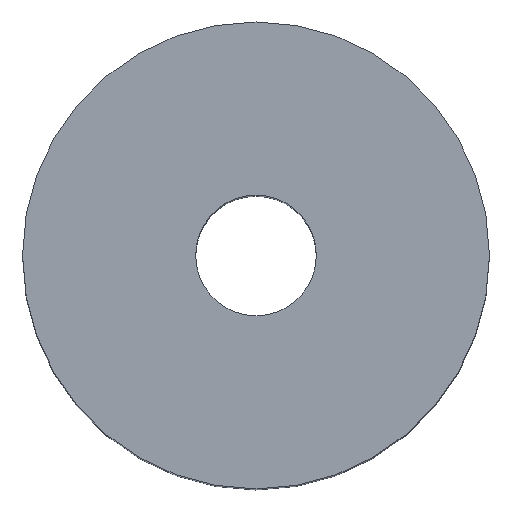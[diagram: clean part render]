
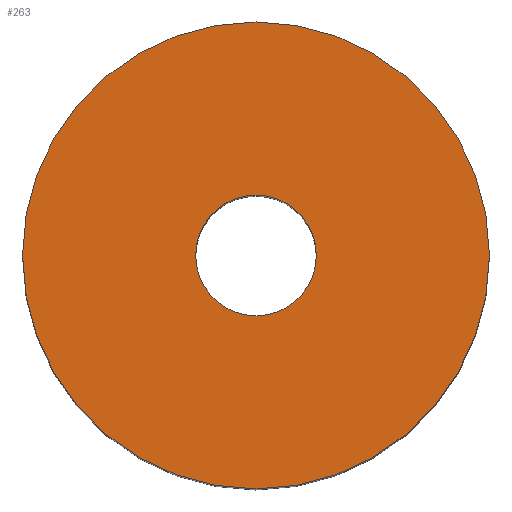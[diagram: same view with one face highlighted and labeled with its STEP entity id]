
A CAD part, top view. The second image highlights one B-rep face of the part: STEP entity #263.
In plain terms, the highlighted planar face has unit normal (0, 0, 1).
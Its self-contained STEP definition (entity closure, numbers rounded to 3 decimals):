
#18 = CIRCLE ( 'NONE', #227, 6. ) ;
#26 = CARTESIAN_POINT ( 'NONE',  ( 6., 0., 16.5 ) ) ;
#53 = VERTEX_POINT ( 'NONE', #125 ) ;
#64 = CIRCLE ( 'NONE', #224, 1.55 ) ;
#68 = EDGE_CURVE ( 'NONE', #94, #309, #64, .T. ) ;
#74 = CARTESIAN_POINT ( 'NONE',  ( 1.55, 0., 16.5 ) ) ;
#75 = EDGE_CURVE ( 'NONE', #101, #53, #89, .T. ) ;
#77 = EDGE_LOOP ( 'NONE', ( #133, #260 ) ) ;
#82 = DIRECTION ( 'NONE',  ( 1., 0., 0. ) ) ;
#89 = CIRCLE ( 'NONE', #106, 6. ) ;
#94 = VERTEX_POINT ( 'NONE', #270 ) ;
#101 = VERTEX_POINT ( 'NONE', #26 ) ;
#105 = CIRCLE ( 'NONE', #302, 1.55 ) ;
#106 = AXIS2_PLACEMENT_3D ( 'NONE', #179, #131, #226 ) ;
#107 = FACE_OUTER_BOUND ( 'NONE', #296, .T. ) ;
#125 = CARTESIAN_POINT ( 'NONE',  ( -6., 0., 16.5 ) ) ;
#131 = DIRECTION ( 'NONE',  ( 0., 0., 1. ) ) ;
#133 = ORIENTED_EDGE ( 'NONE', *, *, #68, .F. ) ;
#138 = AXIS2_PLACEMENT_3D ( 'NONE', #261, #193, #291 ) ;
#173 = CARTESIAN_POINT ( 'NONE',  ( 0., 0., 16.5 ) ) ;
#174 = DIRECTION ( 'NONE',  ( 0., 0., 1. ) ) ;
#175 = DIRECTION ( 'NONE',  ( 1., 0., 0. ) ) ;
#179 = CARTESIAN_POINT ( 'NONE',  ( 0., 0., 16.5 ) ) ;
#186 = ORIENTED_EDGE ( 'NONE', *, *, #75, .T. ) ;
#193 = DIRECTION ( 'NONE',  ( 0., 0., 1. ) ) ;
#212 = CARTESIAN_POINT ( 'NONE',  ( 0., 0., 16.5 ) ) ;
#224 = AXIS2_PLACEMENT_3D ( 'NONE', #275, #301, #82 ) ;
#226 = DIRECTION ( 'NONE',  ( 1., 0., 0. ) ) ;
#227 = AXIS2_PLACEMENT_3D ( 'NONE', #212, #174, #175 ) ;
#233 = PLANE ( 'NONE',  #138 ) ;
#239 = ORIENTED_EDGE ( 'NONE', *, *, #272, .T. ) ;
#260 = ORIENTED_EDGE ( 'NONE', *, *, #312, .F. ) ;
#261 = CARTESIAN_POINT ( 'NONE',  ( 0., 0., 16.5 ) ) ;
#263 = ADVANCED_FACE ( 'NONE', ( #107, #320 ), #233, .T. ) ;
#270 = CARTESIAN_POINT ( 'NONE',  ( -1.55, 0., 16.5 ) ) ;
#272 = EDGE_CURVE ( 'NONE', #53, #101, #18, .T. ) ;
#275 = CARTESIAN_POINT ( 'NONE',  ( 0., 0., 16.5 ) ) ;
#291 = DIRECTION ( 'NONE',  ( 1., 0., 0. ) ) ;
#293 = DIRECTION ( 'NONE',  ( 0., 0., 1. ) ) ;
#296 = EDGE_LOOP ( 'NONE', ( #239, #186 ) ) ;
#297 = DIRECTION ( 'NONE',  ( 1., 0., 0. ) ) ;
#301 = DIRECTION ( 'NONE',  ( 0., 0., 1. ) ) ;
#302 = AXIS2_PLACEMENT_3D ( 'NONE', #173, #293, #297 ) ;
#309 = VERTEX_POINT ( 'NONE', #74 ) ;
#312 = EDGE_CURVE ( 'NONE', #309, #94, #105, .T. ) ;
#320 = FACE_BOUND ( 'NONE', #77, .T. ) ;
